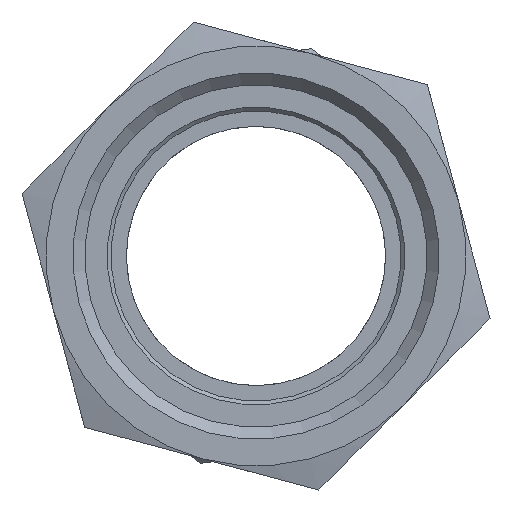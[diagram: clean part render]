
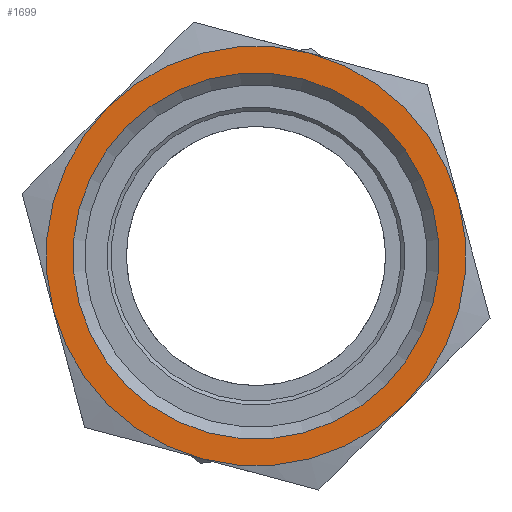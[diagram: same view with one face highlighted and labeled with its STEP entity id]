
A CAD part, left-side view. The second image highlights one B-rep face of the part: STEP entity #1699.
In plain terms, the highlighted planar face has unit normal (-1, 0, 0).
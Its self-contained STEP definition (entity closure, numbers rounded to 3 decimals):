
#76=FACE_BOUND('',#454,.T.);
#97=PLANE('',#1930);
#345=FACE_OUTER_BOUND('',#453,.T.);
#453=EDGE_LOOP('',(#1437,#1438,#1439,#1440,#1441,#1442));
#454=EDGE_LOOP('',(#1443,#1444));
#609=CIRCLE('',#1931,27.5);
#610=CIRCLE('',#1932,27.5);
#611=CIRCLE('',#1933,27.5);
#612=CIRCLE('',#1934,27.5);
#613=CIRCLE('',#1935,27.5);
#614=CIRCLE('',#1936,27.5);
#615=CIRCLE('',#1937,24.);
#616=CIRCLE('',#1938,24.);
#773=VERTEX_POINT('',#3006);
#774=VERTEX_POINT('',#3007);
#775=VERTEX_POINT('',#3009);
#776=VERTEX_POINT('',#3011);
#777=VERTEX_POINT('',#3013);
#778=VERTEX_POINT('',#3015);
#779=VERTEX_POINT('',#3018);
#780=VERTEX_POINT('',#3019);
#1004=EDGE_CURVE('',#773,#774,#609,.T.);
#1005=EDGE_CURVE('',#774,#775,#610,.T.);
#1006=EDGE_CURVE('',#775,#776,#611,.T.);
#1007=EDGE_CURVE('',#776,#777,#612,.T.);
#1008=EDGE_CURVE('',#777,#778,#613,.T.);
#1009=EDGE_CURVE('',#778,#773,#614,.T.);
#1010=EDGE_CURVE('',#779,#780,#615,.T.);
#1011=EDGE_CURVE('',#780,#779,#616,.T.);
#1437=ORIENTED_EDGE('',*,*,#1004,.T.);
#1438=ORIENTED_EDGE('',*,*,#1005,.T.);
#1439=ORIENTED_EDGE('',*,*,#1006,.T.);
#1440=ORIENTED_EDGE('',*,*,#1007,.T.);
#1441=ORIENTED_EDGE('',*,*,#1008,.T.);
#1442=ORIENTED_EDGE('',*,*,#1009,.T.);
#1443=ORIENTED_EDGE('',*,*,#1010,.T.);
#1444=ORIENTED_EDGE('',*,*,#1011,.T.);
#1699=ADVANCED_FACE('',(#345,#76),#97,.T.);
#1930=AXIS2_PLACEMENT_3D('',#3005,#2390,#2391);
#1931=AXIS2_PLACEMENT_3D('',#3008,#2392,#2393);
#1932=AXIS2_PLACEMENT_3D('',#3010,#2394,#2395);
#1933=AXIS2_PLACEMENT_3D('',#3012,#2396,#2397);
#1934=AXIS2_PLACEMENT_3D('',#3014,#2398,#2399);
#1935=AXIS2_PLACEMENT_3D('',#3016,#2400,#2401);
#1936=AXIS2_PLACEMENT_3D('',#3017,#2402,#2403);
#1937=AXIS2_PLACEMENT_3D('',#3020,#2404,#2405);
#1938=AXIS2_PLACEMENT_3D('',#3021,#2406,#2407);
#2390=DIRECTION('center_axis',(-1.,0.,0.));
#2391=DIRECTION('ref_axis',(0.,-0.966,0.259));
#2392=DIRECTION('center_axis',(-1.,0.,0.));
#2393=DIRECTION('ref_axis',(0.,-0.966,0.259));
#2394=DIRECTION('center_axis',(-1.,0.,0.));
#2395=DIRECTION('ref_axis',(0.,-0.966,0.259));
#2396=DIRECTION('center_axis',(-1.,0.,0.));
#2397=DIRECTION('ref_axis',(0.,-0.966,0.259));
#2398=DIRECTION('center_axis',(-1.,0.,0.));
#2399=DIRECTION('ref_axis',(0.,-0.966,0.259));
#2400=DIRECTION('center_axis',(-1.,0.,0.));
#2401=DIRECTION('ref_axis',(0.,-0.966,0.259));
#2402=DIRECTION('center_axis',(-1.,0.,0.));
#2403=DIRECTION('ref_axis',(0.,-0.966,0.259));
#2404=DIRECTION('center_axis',(1.,0.,0.));
#2405=DIRECTION('ref_axis',(0.,-0.259,-0.966));
#2406=DIRECTION('center_axis',(1.,0.,0.));
#2407=DIRECTION('ref_axis',(0.,-0.259,-0.966));
#3005=CARTESIAN_POINT('Origin',(-92.5,-13.281,3.559));
#3006=CARTESIAN_POINT('',(-92.5,-26.563,7.118));
#3007=CARTESIAN_POINT('',(-92.5,-7.118,26.563));
#3008=CARTESIAN_POINT('Origin',(-92.5,0.,0.));
#3009=CARTESIAN_POINT('',(-92.5,19.445,19.445));
#3010=CARTESIAN_POINT('Origin',(-92.5,0.,0.));
#3011=CARTESIAN_POINT('',(-92.5,26.563,-7.118));
#3012=CARTESIAN_POINT('Origin',(-92.5,0.,0.));
#3013=CARTESIAN_POINT('',(-92.5,7.118,-26.563));
#3014=CARTESIAN_POINT('Origin',(-92.5,0.,0.));
#3015=CARTESIAN_POINT('',(-92.5,-19.445,-19.445));
#3016=CARTESIAN_POINT('Origin',(-92.5,0.,0.));
#3017=CARTESIAN_POINT('Origin',(-92.5,0.,0.));
#3018=CARTESIAN_POINT('',(-92.5,-6.212,-23.182));
#3019=CARTESIAN_POINT('',(-92.5,6.212,23.182));
#3020=CARTESIAN_POINT('Origin',(-92.5,0.,0.));
#3021=CARTESIAN_POINT('Origin',(-92.5,0.,0.));
